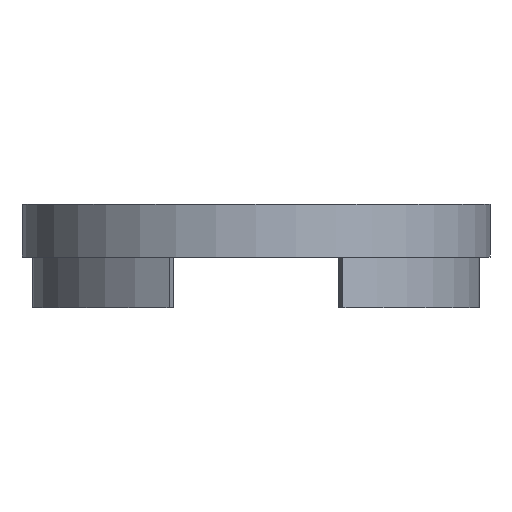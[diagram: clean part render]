
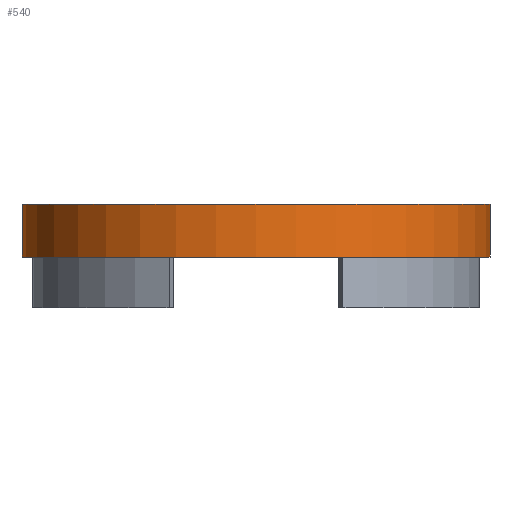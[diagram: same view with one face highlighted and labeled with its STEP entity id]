
A CAD part, left-side view. The second image highlights one B-rep face of the part: STEP entity #540.
In plain terms, the highlighted cylindrical face has radius 23 mm (diameter 46 mm), a partial arc.
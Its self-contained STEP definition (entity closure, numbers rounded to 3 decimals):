
#72=FACE_OUTER_BOUND('',#102,.T.);
#102=EDGE_LOOP('',(#471,#472,#473,#474));
#162=LINE('',#875,#222);
#170=LINE('',#890,#230);
#222=VECTOR('',#722,10.);
#230=VECTOR('',#734,10.);
#241=CIRCLE('',#595,23.);
#242=CIRCLE('',#596,23.);
#284=VERTEX_POINT('',#872);
#285=VERTEX_POINT('',#874);
#289=VERTEX_POINT('',#886);
#290=VERTEX_POINT('',#888);
#352=EDGE_CURVE('',#284,#285,#162,.T.);
#360=EDGE_CURVE('',#289,#290,#170,.T.);
#361=EDGE_CURVE('',#284,#289,#241,.T.);
#362=EDGE_CURVE('',#285,#290,#242,.T.);
#471=ORIENTED_EDGE('',*,*,#361,.T.);
#472=ORIENTED_EDGE('',*,*,#360,.T.);
#473=ORIENTED_EDGE('',*,*,#362,.F.);
#474=ORIENTED_EDGE('',*,*,#352,.F.);
#512=CYLINDRICAL_SURFACE('',#594,23.);
#540=ADVANCED_FACE('',(#72),#512,.T.);
#594=AXIS2_PLACEMENT_3D('',#891,#735,#736);
#595=AXIS2_PLACEMENT_3D('',#892,#737,#738);
#596=AXIS2_PLACEMENT_3D('',#893,#739,#740);
#722=DIRECTION('',(0.,0.,1.));
#734=DIRECTION('',(0.,0.,1.));
#735=DIRECTION('center_axis',(0.,0.,1.));
#736=DIRECTION('ref_axis',(-1.,0.,0.));
#737=DIRECTION('center_axis',(0.,0.,1.));
#738=DIRECTION('ref_axis',(0.756,0.654,0.));
#739=DIRECTION('center_axis',(0.,0.,1.));
#740=DIRECTION('ref_axis',(0.756,0.654,0.));
#872=CARTESIAN_POINT('',(-10.658,15.05,1.5));
#874=CARTESIAN_POINT('',(-10.658,15.05,6.7));
#875=CARTESIAN_POINT('',(-10.658,15.05,1.5));
#886=CARTESIAN_POINT('',(-10.658,-15.05,1.5));
#888=CARTESIAN_POINT('',(-10.658,-15.05,6.7));
#890=CARTESIAN_POINT('',(-10.658,-15.05,1.5));
#891=CARTESIAN_POINT('Origin',(-28.05,0.,1.5));
#892=CARTESIAN_POINT('Origin',(-28.05,0.,1.5));
#893=CARTESIAN_POINT('Origin',(-28.05,0.,6.7));
